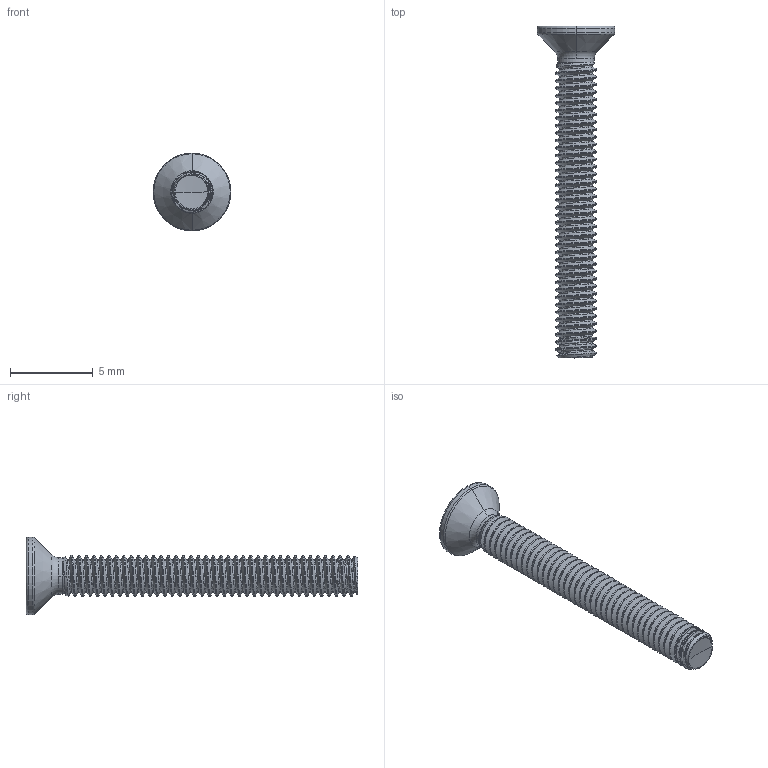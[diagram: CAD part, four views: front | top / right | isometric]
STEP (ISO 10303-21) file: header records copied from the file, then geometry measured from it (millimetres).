
FILE_DESCRIPTION (( 'STEP AP203' ), '1' );
FILE_NAME ('STM410250200.STEP', '2020-12-18T16:52:59', ( '' ), ( '' ), 'SwSTEP 2.0', 'SolidWorks 2015', '' );
FILE_SCHEMA (( 'CONFIG_CONTROL_DESIGN' ));
Length unit declared in the file: millimetre
Products named in the file (2): STM410250200
Bounding box: 4.7 x 20 x 4.7 mm (x, y, z)
Volume: 88.1 mm3; surface area: 263.3 mm2
Topology: 1 solids, 1 shells, 147 faces, 403 edges, 257 vertices
Faces by surface type: cylinder 100, bspline 18, cone 13, torus 12, sphere 2, plane 2
Entity records: 32093 total; most frequent: CARTESIAN_POINT 28871, ORIENTED_EDGE 802, DIRECTION 487, EDGE_CURVE 401, VERTEX_POINT 257, AXIS2_PLACEMENT_3D 188, EDGE_LOOP 148, FACE_OUTER_BOUND 147
